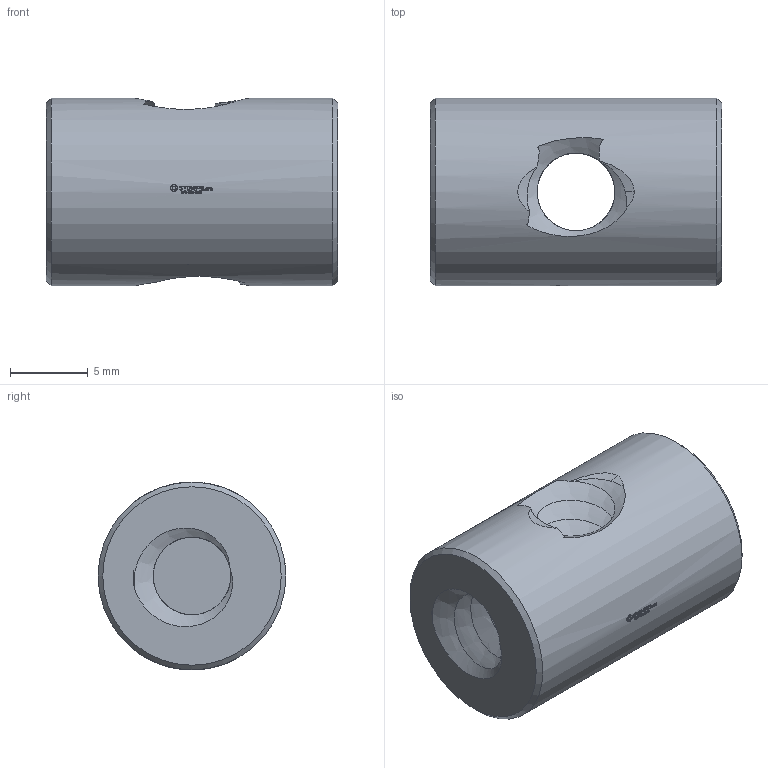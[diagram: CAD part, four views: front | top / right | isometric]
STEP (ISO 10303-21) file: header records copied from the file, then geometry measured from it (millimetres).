
FILE_DESCRIPTION(('FreeCAD Model'),'2;1');
FILE_NAME('Open CASCADE Shape Model','2021-07-30T00:02:15',( 'Paulo Kiefe'),('STEMFIE.org'),'Open CASCADE STEP processor 7.4', 'FreeCAD','Unknown');
FILE_SCHEMA(('AUTOMOTIVE_DESIGN { 1 0 10303 214 1 1 1 1 }'));
Length unit declared in the file: millimetre
Products named in the file (1): Nut_RH_BRL_CRS_SYM_ERHRH_BU01.50x01.00_-_SPN-NUT-0050_(stemfie.org)
Bounding box: 18.75 x 12.1 x 12.1 mm (x, y, z)
Volume: 1457.5 mm3; surface area: 1714.6 mm2
Topology: 1 solids, 1 shells, 477 faces, 1326 edges, 883 vertices
Faces by surface type: plane 295, extrusion 158, cone 8, bspline 8, cylinder 8
Full cylindrical faces by diameter (mm): 12.1 x1
Entity records: 46787 total; most frequent: CARTESIAN_POINT 22129, DIRECTION 3774, ORIENTED_EDGE 2652, PCURVE 2652, DEFINITIONAL_REPRESENTATION 2652, VECTOR 2526, LINE 2368, B_SPLINE_CURVE_WITH_KNOTS 1332
